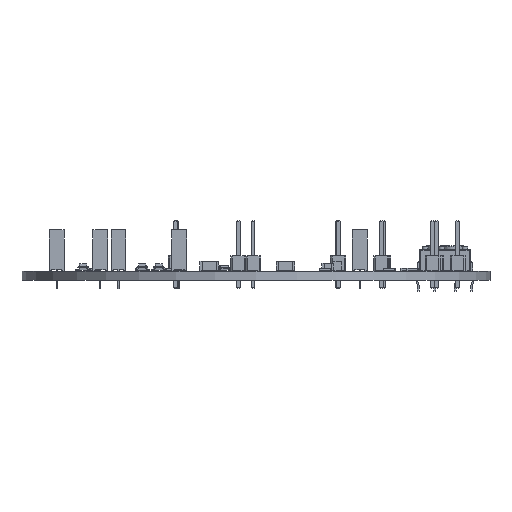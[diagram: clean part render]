
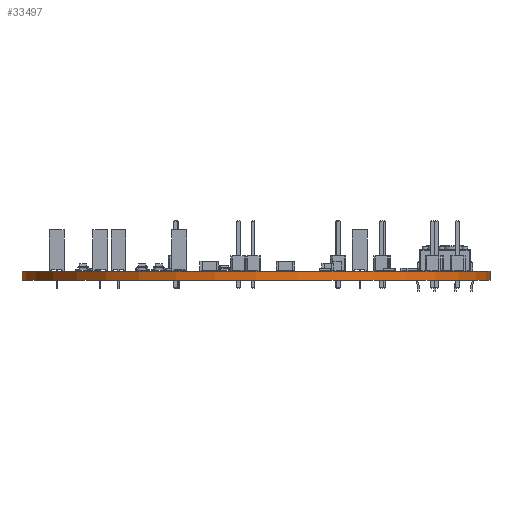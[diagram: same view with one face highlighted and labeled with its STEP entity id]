
A CAD part, front view. The second image highlights one B-rep face of the part: STEP entity #33497.
In plain terms, the highlighted cylindrical face has radius 40 mm (diameter 80 mm), a full revolution.
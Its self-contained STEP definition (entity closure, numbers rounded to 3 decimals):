
#33497 = ADVANCED_FACE('',(#33498),#33525,.T.);
#33498 = FACE_BOUND('',#33499,.F.);
#33499 = EDGE_LOOP('',(#33500,#33510,#33517,#33518));
#33500 = ORIENTED_EDGE('',*,*,#33501,.T.);
#33501 = EDGE_CURVE('',#33502,#33504,#33506,.T.);
#33502 = VERTEX_POINT('',#33503);
#33503 = CARTESIAN_POINT('',(116.75,-140.25,0.));
#33504 = VERTEX_POINT('',#33505);
#33505 = CARTESIAN_POINT('',(116.75,-140.25,1.6));
#33506 = LINE('',#33507,#33508);
#33507 = CARTESIAN_POINT('',(116.75,-140.25,0.));
#33508 = VECTOR('',#33509,1.);
#33509 = DIRECTION('',(0.,0.,1.));
#33510 = ORIENTED_EDGE('',*,*,#33511,.T.);
#33511 = EDGE_CURVE('',#33504,#33504,#33512,.T.);
#33512 = CIRCLE('',#33513,40.);
#33513 = AXIS2_PLACEMENT_3D('',#33514,#33515,#33516);
#33514 = CARTESIAN_POINT('',(76.75,-140.25,1.6));
#33515 = DIRECTION('',(0.,0.,1.));
#33516 = DIRECTION('',(1.,0.,-0.));
#33517 = ORIENTED_EDGE('',*,*,#33501,.F.);
#33518 = ORIENTED_EDGE('',*,*,#33519,.F.);
#33519 = EDGE_CURVE('',#33502,#33502,#33520,.T.);
#33520 = CIRCLE('',#33521,40.);
#33521 = AXIS2_PLACEMENT_3D('',#33522,#33523,#33524);
#33522 = CARTESIAN_POINT('',(76.75,-140.25,0.));
#33523 = DIRECTION('',(0.,0.,1.));
#33524 = DIRECTION('',(1.,0.,-0.));
#33525 = CYLINDRICAL_SURFACE('',#33526,40.);
#33526 = AXIS2_PLACEMENT_3D('',#33527,#33528,#33529);
#33527 = CARTESIAN_POINT('',(76.75,-140.25,0.));
#33528 = DIRECTION('',(-0.,-0.,-1.));
#33529 = DIRECTION('',(1.,0.,-0.));
